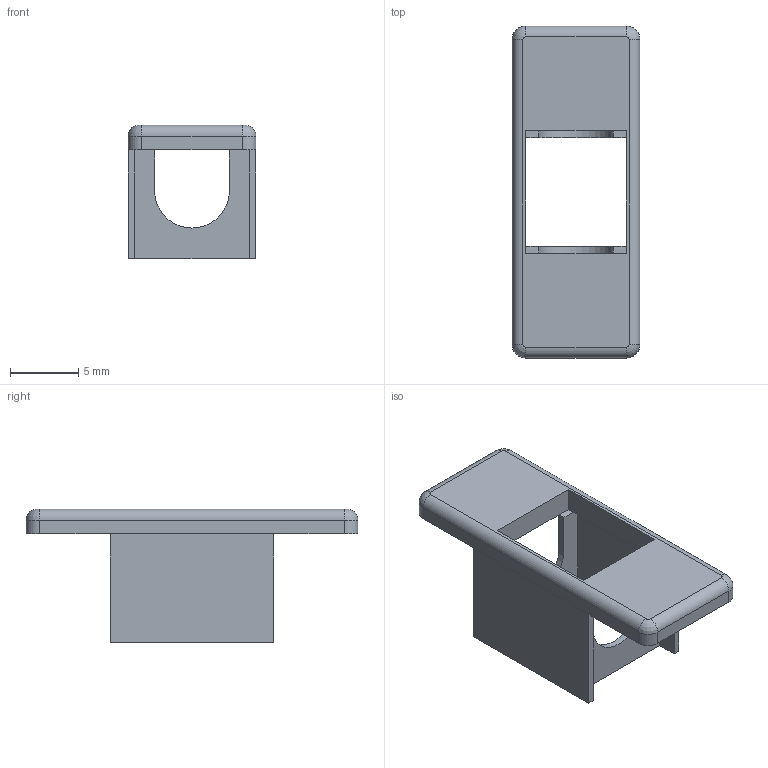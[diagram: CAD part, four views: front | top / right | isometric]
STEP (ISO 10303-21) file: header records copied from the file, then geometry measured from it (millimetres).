
FILE_DESCRIPTION(('FreeCAD Model'),'2;1');
FILE_NAME('FUSE-COVER-BS232.step','2018-07-03T14:20:31',('kicad StepUp'),('ksu MCAD'), 'Open CASCADE STEP processor 7.2','FreeCAD','Unknown');
FILE_SCHEMA(('AUTOMOTIVE_DESIGN { 1 0 10303 214 1 1 1 1 }'));
Length unit declared in the file: millimetre
Products named in the file (1): FUSE-COVER-BS232
Bounding box: 9.4 x 24.4 x 9.8 mm (x, y, z)
Volume: 417.3 mm3; surface area: 1041.7 mm2
Topology: 1 solids, 1 shells, 54 faces, 142 edges, 86 vertices
Faces by surface type: plane 40, cylinder 10, revolution 4
Entity records: 1703 total; most frequent: CARTESIAN_POINT 323, ORIENTED_EDGE 292, DIRECTION 272, EDGE_CURVE 142, LINE 118, VECTOR 118, VERTEX_POINT 86, AXIS2_PLACEMENT_3D 75
